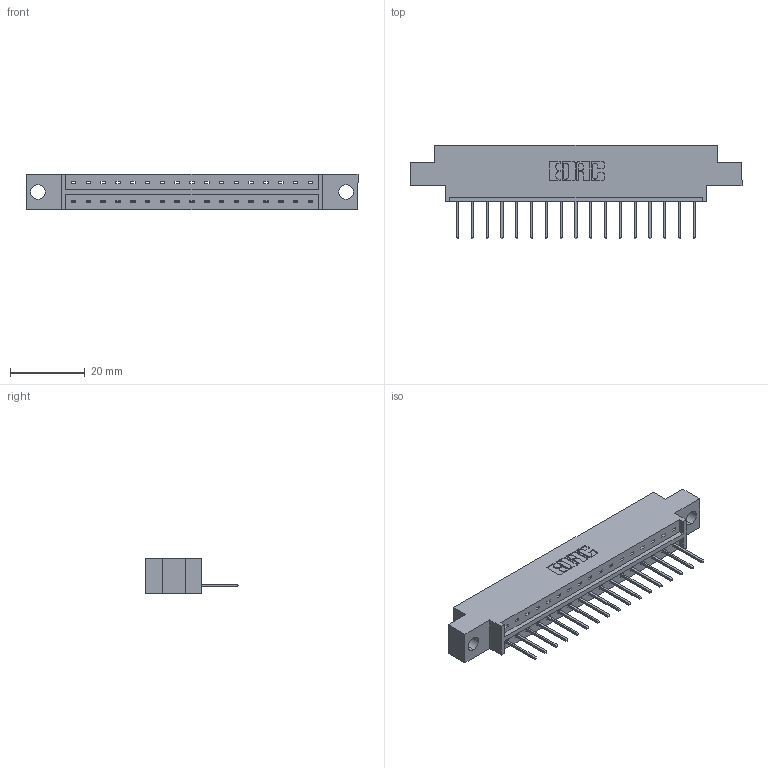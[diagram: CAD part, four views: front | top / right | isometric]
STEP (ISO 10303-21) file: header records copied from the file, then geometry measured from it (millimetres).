
FILE_DESCRIPTION (( 'STEP AP203' ), '1' );
FILE_NAME ('833-017-523-604.STEP', '2020-05-31T19:50:58', ( '' ), ( '' ), 'SwSTEP 2.0', 'SolidWorks 2020', '' );
FILE_SCHEMA (( 'CONFIG_CONTROL_DESIGN' ));
Length unit declared in the file: inch
Products named in the file (3): 345-292-001_345-293-123; 833 Part_Offset - .156 Dia - TH; 833-017-523-604
Assembly tree (18 placements, depth 2):
  833-017-523-604
    833 Part_Offset - .156 Dia - TH
    345-292-001_345-293-123  x17
Bounding box: 88.9 x 25.15 x 9.4 mm (x, y, z)
Volume: 8408.6 mm3; surface area: 8945.1 mm2
Topology: 18 solids, 18 shells, 1104 faces, 3315 edges, 2186 vertices
Faces by surface type: plane 788, cylinder 316
Entity records: 13779 total; most frequent: CARTESIAN_POINT 2389, ORIENTED_EDGE 2342, DIRECTION 2065, EDGE_CURVE 1171, LINE 1043, VECTOR 1043, VERTEX_POINT 778, AXIS2_PLACEMENT_3D 511
